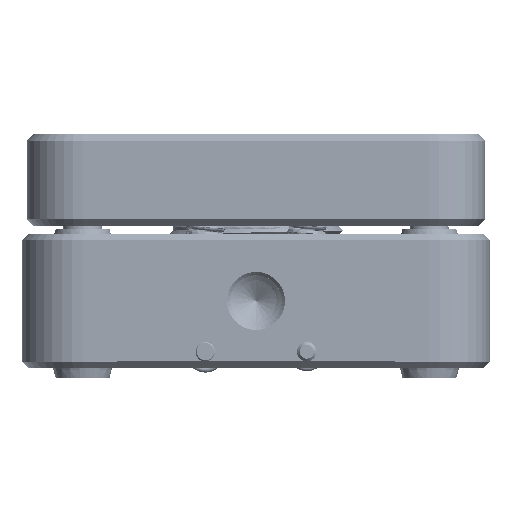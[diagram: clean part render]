
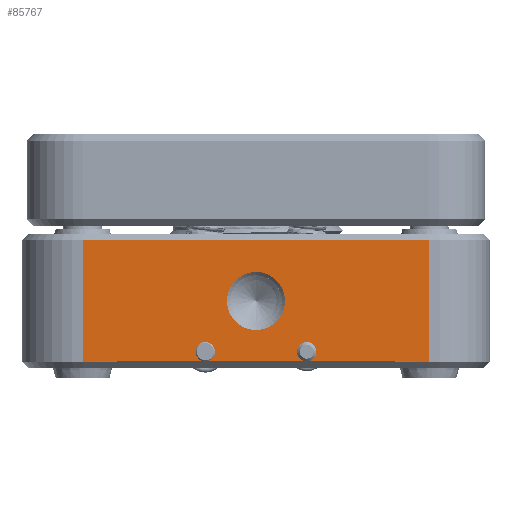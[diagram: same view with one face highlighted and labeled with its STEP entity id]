
A CAD part, front view. The second image highlights one B-rep face of the part: STEP entity #85767.
In plain terms, the highlighted planar face has unit normal (0, -1, 0).
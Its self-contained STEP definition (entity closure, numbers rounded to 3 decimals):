
#68167=DIRECTION('',(-1.,0.,-0.001));
#68168=VECTOR('',#68167,9.525);
#68169=CARTESIAN_POINT('',(9.525,-4.7,0.513));
#68170=LINE('',#68169,#68168);
#68171=DIRECTION('',(-1.,0.,0.));
#68172=VECTOR('',#68171,7.874);
#68173=CARTESIAN_POINT('',(17.399,-4.7,0.513));
#68174=LINE('',#68173,#68172);
#68175=DIRECTION('',(-1.,0.,0.001));
#68176=VECTOR('',#68175,9.525);
#68177=CARTESIAN_POINT('',(26.924,-4.699,0.508));
#68178=LINE('',#68177,#68176);
#68183=CARTESIAN_POINT('',(18.154,-4.699,1.27));
#68184=CARTESIAN_POINT('',(18.154,-4.699,1.222));
#68185=CARTESIAN_POINT('',(18.145,-4.699,
1.127));
#68186=CARTESIAN_POINT('',(18.105,-4.699,
0.99));
#68187=CARTESIAN_POINT('',(18.041,-4.699,
0.864));
#68188=CARTESIAN_POINT('',(17.953,-4.699,
0.75));
#68189=CARTESIAN_POINT('',(17.844,-4.699,
0.654));
#68190=CARTESIAN_POINT('',(17.715,-4.699,
0.578));
#68191=CARTESIAN_POINT('',(17.566,-4.698,
0.529));
#68192=CARTESIAN_POINT('',(17.457,-4.7,0.513));
#68193=CARTESIAN_POINT('',(17.399,-4.7,0.513));
#68195=CARTESIAN_POINT('',(17.399,-4.699,1.27));
#68196=DIRECTION('',(0.,1.,0.));
#68197=DIRECTION('',(-1.,0.,0.));
#68198=AXIS2_PLACEMENT_3D('',#68195,#68196,#68197);
#68200=CARTESIAN_POINT('',(17.399,-4.7,0.513));
#68201=CARTESIAN_POINT('',(17.341,-4.7,0.513));
#68202=CARTESIAN_POINT('',(17.232,-4.698,
0.529));
#68203=CARTESIAN_POINT('',(17.083,-4.699,
0.578));
#68204=CARTESIAN_POINT('',(16.954,-4.699,
0.654));
#68205=CARTESIAN_POINT('',(16.845,-4.699,
0.75));
#68206=CARTESIAN_POINT('',(16.757,-4.699,
0.864));
#68207=CARTESIAN_POINT('',(16.693,-4.699,
0.99));
#68208=CARTESIAN_POINT('',(16.653,-4.699,
1.127));
#68209=CARTESIAN_POINT('',(16.644,-4.699,1.222));
#68210=CARTESIAN_POINT('',(16.644,-4.699,1.27));
#68212=CARTESIAN_POINT('',(10.28,-4.699,1.27));
#68213=CARTESIAN_POINT('',(10.28,-4.699,1.222));
#68214=CARTESIAN_POINT('',(10.271,-4.699,
1.127));
#68215=CARTESIAN_POINT('',(10.231,-4.699,
0.99));
#68216=CARTESIAN_POINT('',(10.167,-4.699,
0.864));
#68217=CARTESIAN_POINT('',(10.079,-4.699,
0.75));
#68218=CARTESIAN_POINT('',(9.97,-4.699,
0.654));
#68219=CARTESIAN_POINT('',(9.841,-4.699,
0.578));
#68220=CARTESIAN_POINT('',(9.692,-4.698,
0.529));
#68221=CARTESIAN_POINT('',(9.583,-4.7,0.513));
#68222=CARTESIAN_POINT('',(9.525,-4.7,0.513));
#68224=CARTESIAN_POINT('',(9.525,-4.699,1.27));
#68225=DIRECTION('',(0.,1.,0.));
#68226=DIRECTION('',(-1.,0.,0.));
#68227=AXIS2_PLACEMENT_3D('',#68224,#68225,#68226);
#68229=CARTESIAN_POINT('',(9.525,-4.7,0.513));
#68230=CARTESIAN_POINT('',(9.467,-4.7,0.513));
#68231=CARTESIAN_POINT('',(9.358,-4.698,
0.529));
#68232=CARTESIAN_POINT('',(9.209,-4.699,
0.578));
#68233=CARTESIAN_POINT('',(9.08,-4.699,
0.654));
#68234=CARTESIAN_POINT('',(8.971,-4.699,
0.75));
#68235=CARTESIAN_POINT('',(8.883,-4.699,
0.864));
#68236=CARTESIAN_POINT('',(8.819,-4.699,
0.99));
#68237=CARTESIAN_POINT('',(8.779,-4.699,
1.127));
#68238=CARTESIAN_POINT('',(8.77,-4.699,1.222));
#68239=CARTESIAN_POINT('',(8.77,-4.699,1.27));
#68241=CARTESIAN_POINT('',(13.462,-4.699,5.207));
#68242=DIRECTION('',(0.,-1.,0.));
#68243=DIRECTION('',(0.,0.,-1.));
#68244=AXIS2_PLACEMENT_3D('',#68241,#68242,#68243);
#68246=CARTESIAN_POINT('',(13.462,-4.699,5.207));
#68247=DIRECTION('',(0.,1.,0.));
#68248=DIRECTION('',(0.,0.,-1.));
#68249=AXIS2_PLACEMENT_3D('',#68246,#68247,#68248);
#68255=DIRECTION('',(0.,0.,-1.));
#68256=VECTOR('',#68255,9.398);
#68257=CARTESIAN_POINT('',(26.924,-4.699,9.906));
#68258=LINE('',#68257,#68256);
#78508=DIRECTION('',(1.,0.,0.));
#78509=VECTOR('',#78508,26.924);
#78510=CARTESIAN_POINT('',(0.,-4.699,9.906));
#78511=LINE('',#78510,#78509);
#78529=DIRECTION('',(0.,0.,1.));
#78530=VECTOR('',#78529,9.398);
#78531=CARTESIAN_POINT('',(0.,-4.699,0.508));
#78532=LINE('',#78531,#78530);
#83391=CARTESIAN_POINT('',(0.,-4.699,0.508));
#83392=CARTESIAN_POINT('',(0.,-4.699,9.906));
#83393=VERTEX_POINT('',#83391);
#83394=VERTEX_POINT('',#83392);
#83411=CARTESIAN_POINT('',(26.924,-4.699,9.906));
#83412=CARTESIAN_POINT('',(26.924,-4.699,0.508));
#83413=VERTEX_POINT('',#83411);
#83414=VERTEX_POINT('',#83412);
#83471=CARTESIAN_POINT('',(13.462,-4.699,2.953));
#83472=CARTESIAN_POINT('',(13.462,-4.699,7.461));
#83473=VERTEX_POINT('',#83471);
#83474=VERTEX_POINT('',#83472);
#83682=VERTEX_POINT('',#68183);
#83683=VERTEX_POINT('',#68193);
#83684=VERTEX_POINT('',#68229);
#83685=VERTEX_POINT('',#68239);
#83686=VERTEX_POINT('',#68212);
#83687=VERTEX_POINT('',#68210);
#85733=CARTESIAN_POINT('',(0.,-4.699,10.414));
#85734=DIRECTION('',(0.,-1.,0.));
#85735=DIRECTION('',(-1.,0.,0.));
#85736=AXIS2_PLACEMENT_3D('',#85733,#85734,#85735);
#85737=PLANE('',#85736);
#85739=ORIENTED_EDGE('',*,*,#85738,.T.);
#85740=ORIENTED_EDGE('',*,*,#85723,.T.);
#85742=ORIENTED_EDGE('',*,*,#85741,.F.);
#85744=ORIENTED_EDGE('',*,*,#85743,.F.);
#85746=ORIENTED_EDGE('',*,*,#85745,.F.);
#85747=ORIENTED_EDGE('',*,*,#85721,.T.);
#85749=ORIENTED_EDGE('',*,*,#85748,.F.);
#85751=ORIENTED_EDGE('',*,*,#85750,.F.);
#85753=ORIENTED_EDGE('',*,*,#85752,.F.);
#85754=ORIENTED_EDGE('',*,*,#85719,.T.);
#85756=ORIENTED_EDGE('',*,*,#85755,.T.);
#85758=ORIENTED_EDGE('',*,*,#85757,.T.);
#85759=EDGE_LOOP('',(#85739,#85740,#85742,#85744,#85746,#85747,#85749,#85751,
#85753,#85754,#85756,#85758));
#85760=FACE_OUTER_BOUND('',#85759,.F.);
#85762=ORIENTED_EDGE('',*,*,#85761,.T.);
#85764=ORIENTED_EDGE('',*,*,#85763,.F.);
#85765=EDGE_LOOP('',(#85762,#85764));
#85766=FACE_BOUND('',#85765,.F.);
#85767=ADVANCED_FACE('',(#85760,#85766),#85737,.T.);
#68194=B_SPLINE_CURVE_WITH_KNOTS('',3,(#68183,#68184,#68185,#68186,#68187,
#68188,#68189,#68190,#68191,#68192,#68193),.UNSPECIFIED.,.F.,.F.,(4,1,1,1,1,1,1,
1,4),(0.,0.125,0.25,0.375,0.5,0.625,0.75,0.875,1.),
.UNSPECIFIED.);
#68199=CIRCLE('',#68198,0.755);
#68211=B_SPLINE_CURVE_WITH_KNOTS('',3,(#68200,#68201,#68202,#68203,#68204,
#68205,#68206,#68207,#68208,#68209,#68210),.UNSPECIFIED.,.F.,.F.,(4,1,1,1,1,1,1,
1,4),(0.,0.125,0.25,0.375,0.5,0.625,0.75,0.875,1.),
.UNSPECIFIED.);
#68223=B_SPLINE_CURVE_WITH_KNOTS('',3,(#68212,#68213,#68214,#68215,#68216,
#68217,#68218,#68219,#68220,#68221,#68222),.UNSPECIFIED.,.F.,.F.,(4,1,1,1,1,1,1,
1,4),(0.,0.125,0.25,0.375,0.5,0.625,0.75,0.875,1.),
.UNSPECIFIED.);
#68228=CIRCLE('',#68227,0.755);
#68240=B_SPLINE_CURVE_WITH_KNOTS('',3,(#68229,#68230,#68231,#68232,#68233,
#68234,#68235,#68236,#68237,#68238,#68239),.UNSPECIFIED.,.F.,.F.,(4,1,1,1,1,1,1,
1,4),(0.,0.125,0.25,0.375,0.5,0.625,0.75,0.875,1.),
.UNSPECIFIED.);
#68245=CIRCLE('',#68244,2.254);
#68250=CIRCLE('',#68249,2.254);
#85719=EDGE_CURVE('',#83684,#83393,#68170,.T.);
#85721=EDGE_CURVE('',#83683,#83684,#68174,.T.);
#85723=EDGE_CURVE('',#83414,#83683,#68178,.T.);
#85738=EDGE_CURVE('',#83413,#83414,#68258,.T.);
#85741=EDGE_CURVE('',#83682,#83683,#68194,.T.);
#85743=EDGE_CURVE('',#83687,#83682,#68199,.T.);
#85745=EDGE_CURVE('',#83683,#83687,#68211,.T.);
#85748=EDGE_CURVE('',#83686,#83684,#68223,.T.);
#85750=EDGE_CURVE('',#83685,#83686,#68228,.T.);
#85752=EDGE_CURVE('',#83684,#83685,#68240,.T.);
#85755=EDGE_CURVE('',#83393,#83394,#78532,.T.);
#85757=EDGE_CURVE('',#83394,#83413,#78511,.T.);
#85761=EDGE_CURVE('',#83473,#83474,#68245,.T.);
#85763=EDGE_CURVE('',#83473,#83474,#68250,.T.);
